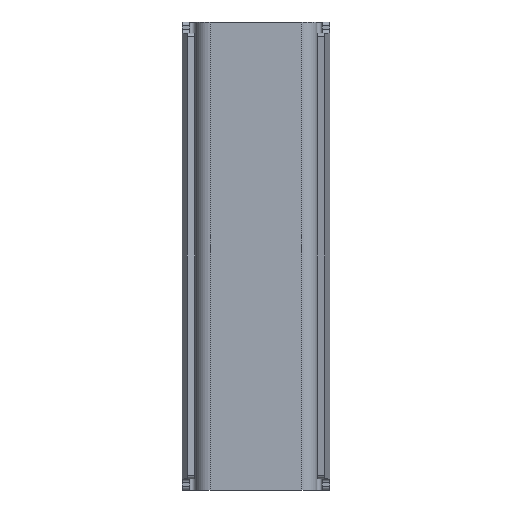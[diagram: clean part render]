
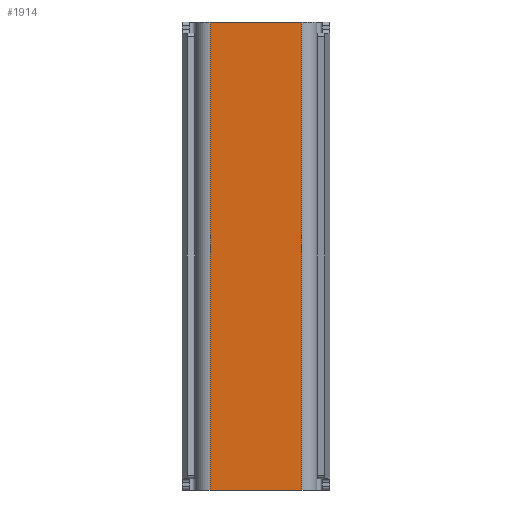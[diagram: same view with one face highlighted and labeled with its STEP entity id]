
A CAD part, front view. The second image highlights one B-rep face of the part: STEP entity #1914.
In plain terms, the highlighted planar face has unit normal (0, -1, 0).
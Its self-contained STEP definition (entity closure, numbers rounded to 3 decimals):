
#256=FACE_OUTER_BOUND($,#350,.T.);
#350=EDGE_LOOP($,(#1765,#1766,#1767,#1768));
#515=LINE($,#3218,#699);
#526=LINE($,#3244,#710);
#535=LINE($,#3270,#719);
#536=LINE($,#3272,#720);
#699=VECTOR($,#2612,4.9);
#710=VECTOR($,#2641,4.9);
#719=VECTOR($,#2680,25.);
#720=VECTOR($,#2683,25.);
#903=VERTEX_POINT($,#3215);
#904=VERTEX_POINT($,#3217);
#909=VERTEX_POINT($,#3241);
#910=VERTEX_POINT($,#3243);
#1173=EDGE_CURVE($,#904,#903,#515,.T.);
#1187=EDGE_CURVE($,#910,#909,#526,.T.);
#1199=EDGE_CURVE($,#909,#904,#535,.T.);
#1200=EDGE_CURVE($,#910,#903,#536,.T.);
#1765=ORIENTED_EDGE($,*,*,#1173,.T.);
#1766=ORIENTED_EDGE($,*,*,#1200,.F.);
#1767=ORIENTED_EDGE($,*,*,#1187,.T.);
#1768=ORIENTED_EDGE($,*,*,#1199,.T.);
#1822=PLANE($,#2111);
#1914=ADVANCED_FACE($,(#256),#1822,.T.);
#2111=AXIS2_PLACEMENT_3D($,#3271,#2681,#2682);
#2612=DIRECTION($,(-1.,0.,0.));
#2641=DIRECTION($,(1.,0.,0.));
#2680=DIRECTION($,(0.,0.,1.));
#2681=DIRECTION('center_axis',(0.,-1.,0.));
#2682=DIRECTION('ref_axis',(1.,0.,0.));
#2683=DIRECTION($,(0.,0.,1.));
#3215=CARTESIAN_POINT('',(-2.449,0.,25.));
#3217=CARTESIAN_POINT('',(2.451,0.,25.));
#3218=CARTESIAN_POINT($,(-2.449,0.,25.));
#3241=CARTESIAN_POINT('',(2.451,0.,0.));
#3243=CARTESIAN_POINT('',(-2.449,0.,0.));
#3244=CARTESIAN_POINT($,(-2.449,0.,0.));
#3270=CARTESIAN_POINT($,(2.451,0.,0.));
#3271=CARTESIAN_POINT('Origin',(2.451,0.,0.));
#3272=CARTESIAN_POINT($,(-2.449,0.,0.));
